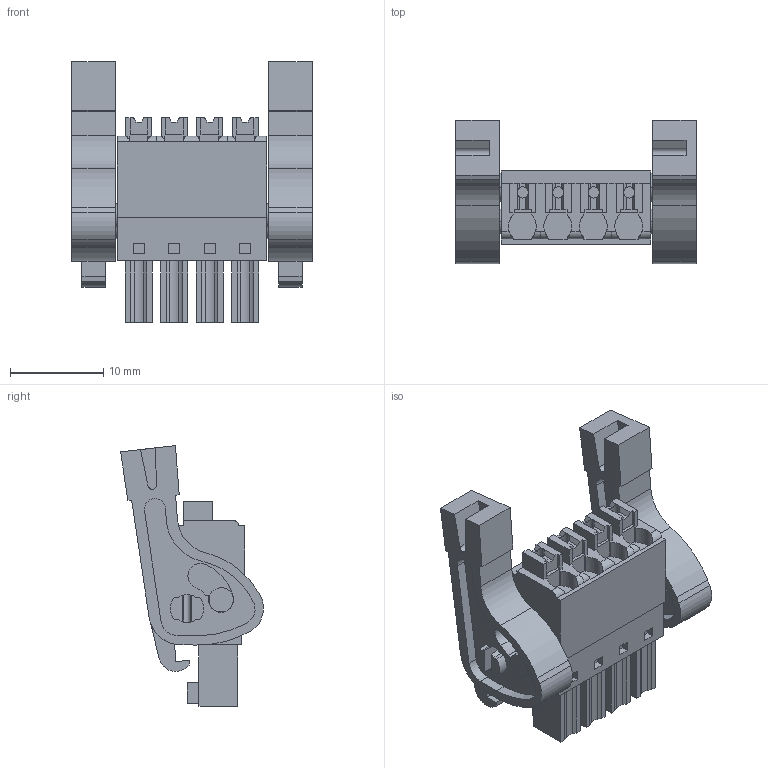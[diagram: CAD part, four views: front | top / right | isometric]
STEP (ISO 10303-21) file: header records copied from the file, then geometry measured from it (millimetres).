
FILE_DESCRIPTION(('CATIA V5 STEP','CAx-IF Rec.Pracs.--- Model Styling and Organization---1.2---2011-12-15'),'2;1');
FILE_NAME ('D1462245_0', '2017-07-31T12:38:31+00:00', ('none'), ('Weidmueller'), 'CATIA Version 5-6 Release 2014', 'CATIA V5 STEP AP214', 'none');
FILE_SCHEMA(('AUTOMOTIVE_DESIGN { 1 0 10303 214 1 1 1 1 }'));
Length unit declared in the file: millimetre
Products named in the file (1): 2442790000
Bounding box: 25.83 x 15.33 x 28 mm (x, y, z)
Volume: 3055.2 mm3; surface area: 3533.4 mm2
Topology: 7 solids, 7 shells, 430 faces, 1164 edges, 774 vertices
Faces by surface type: plane 313, cylinder 117
Entity records: 12489 total; most frequent: CARTESIAN_POINT 2474, ORIENTED_EDGE 2328, DIRECTION 1575, EDGE_CURVE 1164, VECTOR 868, LINE 868, VERTEX_POINT 774, AXIS2_PLACEMENT_3D 475
